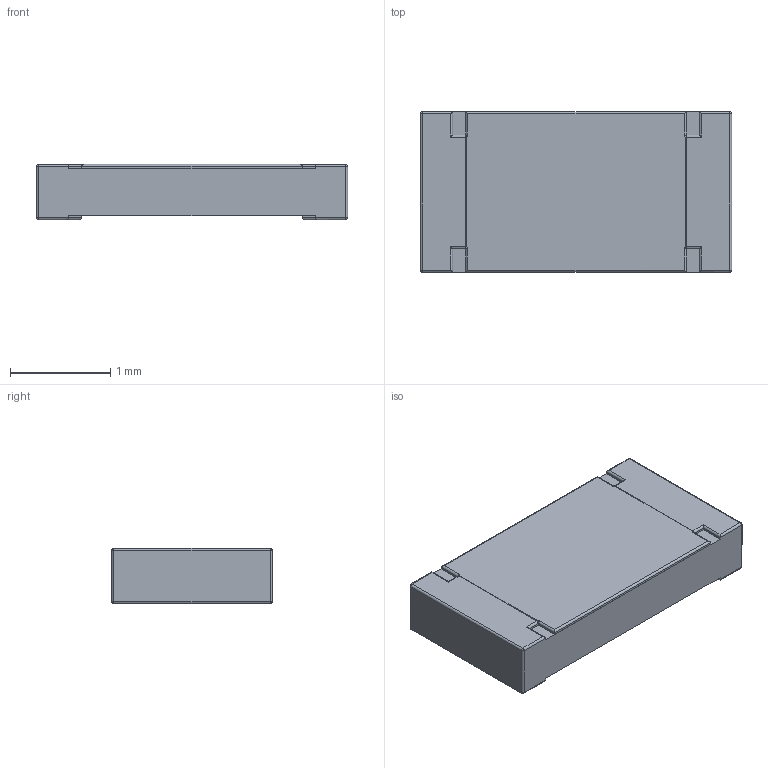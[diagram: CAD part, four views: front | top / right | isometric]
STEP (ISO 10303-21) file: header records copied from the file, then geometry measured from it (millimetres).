
FILE_DESCRIPTION (( 'STEP AP203' ), '1' );
FILE_NAME ('1206(RES)_COMMON_Default_sldprt.STEP', '2016-06-02T17:05:42', ( 'Shusen Zhang' ), ( 'MathWorks' ), 'SwSTEP 2.0', 'SolidWorks 2015', '' );
FILE_SCHEMA (( 'CONFIG_CONTROL_DESIGN' ));
Length unit declared in the file: inch
Products named in the file (1): 1206(RES)_COMMON_Default_sldprt
Bounding box: 3.1 x 1.6 x 0.55 mm (x, y, z)
Surface area: 21.9 mm2 (no closed solid volume)
Topology: 0 solids, 1 shells, 88 faces, 224 edges, 124 vertices
Faces by surface type: cylinder 40, plane 36, bspline 12
Entity records: 2914 total; most frequent: CARTESIAN_POINT 930, ORIENTED_EDGE 416, DIRECTION 352, EDGE_CURVE 216, LINE 148, VECTOR 148, VERTEX_POINT 124, AXIS2_PLACEMENT_3D 102
